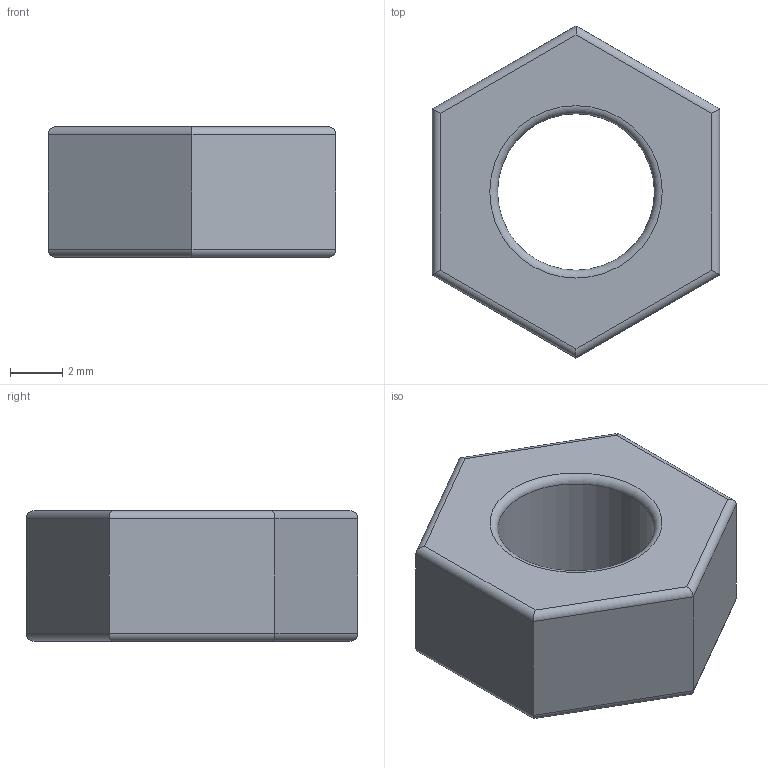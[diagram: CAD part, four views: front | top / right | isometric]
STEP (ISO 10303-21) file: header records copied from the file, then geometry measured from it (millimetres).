
FILE_DESCRIPTION(('STEP AP214'), '1');
FILE_NAME('ãàéêà', '2015-07-10T14:17:10', ('Àíòîí'), (''), 'ASCON STEP Converter 1.3', 'ASCON Math Kernel', '');
FILE_SCHEMA(('AUTOMOTIVE_DESIGN { 1 0 10303 214 3 1 1}'));
Length unit declared in the file: millimetre
Bounding box: 11 x 12.7 x 5 mm (x, y, z)
Volume: 380.4 mm3; surface area: 423.1 mm2
Topology: 1 solids, 1 shells, 23 faces, 49 edges, 28 vertices
Faces by surface type: cylinder 13, plane 8, torus 2
Full cylindrical faces by diameter (mm): 6 x1
Entity records: 812 total; most frequent: CARTESIAN_POINT 134, ORIENTED_EDGE 92, DIRECTION 86, EDGE_CURVE 46, LINE 30, VECTOR 30, AXIS2_PLACEMENT_3D 28, EDGE_LOOP 28
